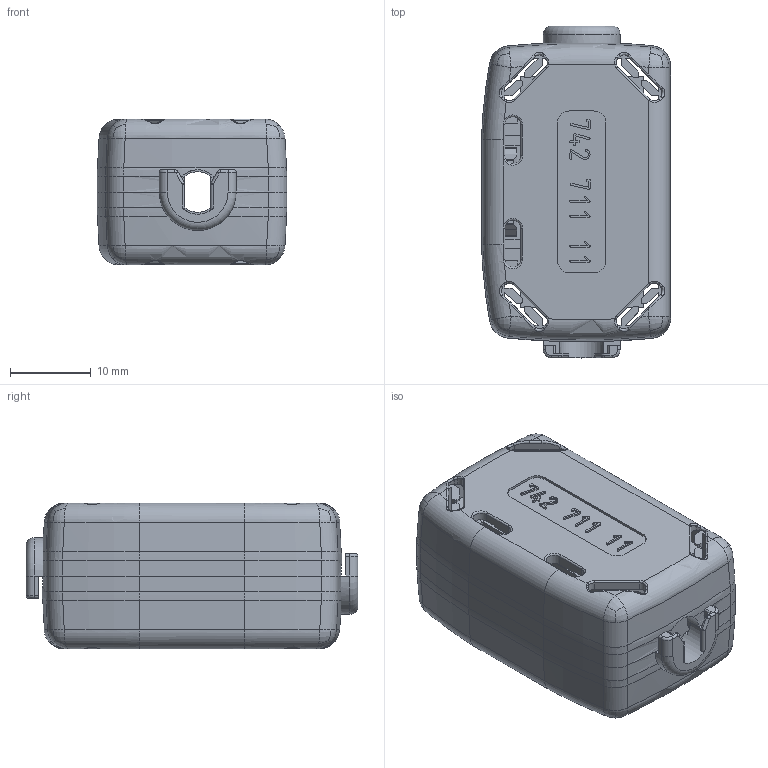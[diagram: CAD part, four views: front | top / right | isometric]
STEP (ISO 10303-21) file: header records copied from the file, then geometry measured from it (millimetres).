
FILE_DESCRIPTION(/* description */ ('Unknown'),/* implementation_level */ '2;1');
FILE_NAME(/* name */ '74271111',/* time_stamp */ '2020-02-10T14:57:36+01:00',/* author */ ('Unknown'),/* organization */ ('Unknown'),/* preprocessor_version */ 'ST-DEVELOPER v16.7',/* originating_system */ 'DEX',/* authorisation */ $);
FILE_SCHEMA (('AUTOMOTIVE_DESIGN {1 0 10303 214 3 1 1}'));
Length unit declared in the file: millimetre
Products named in the file (4): 74271111; 74271111_unten; 74271111_oben; Kern
Assembly tree (4 placements, depth 2):
  74271111
    74271111_unten
    74271111_oben
    Kern  x2
Bounding box: 23.4 x 41 x 18 mm (x, y, z)
Volume: 10967.7 mm3; surface area: 11245.4 mm2
Topology: 4 solids, 4 shells, 2870 faces, 8372 edges, 5573 vertices
Faces by surface type: plane 2411, cylinder 282, bspline 129, torus 34, cone 10, sphere 4
Full cylindrical faces by diameter (mm): 0.843 x5, 2.5 x1, 3 x2, 4 x1
Entity records: 105823 total; most frequent: CARTESIAN_POINT 30430, ORIENTED_EDGE 16676, DIRECTION 14102, EDGE_CURVE 8338, LINE 7364, VECTOR 7364, VERTEX_POINT 5560, AXIS2_PLACEMENT_3D 3369
